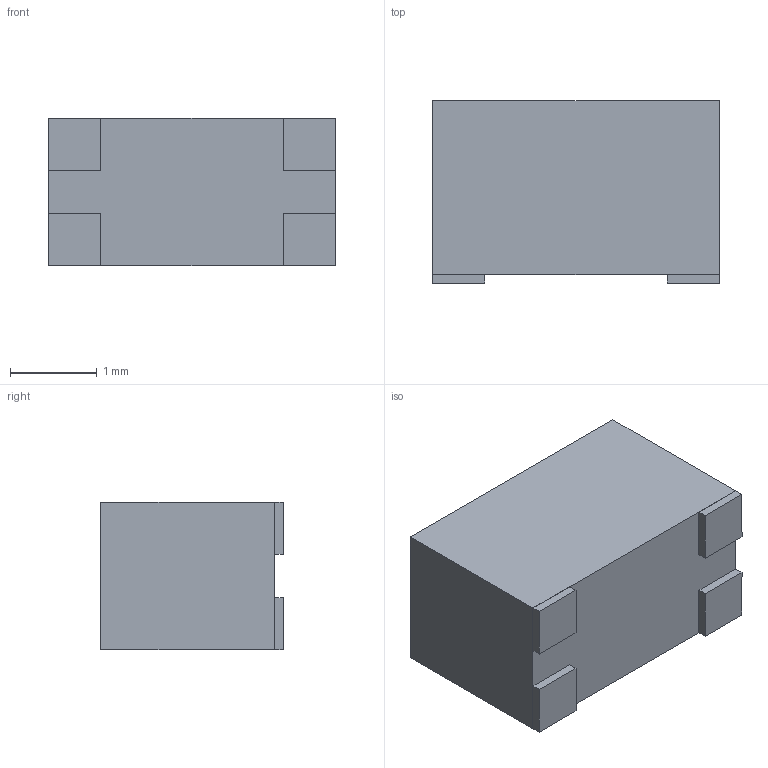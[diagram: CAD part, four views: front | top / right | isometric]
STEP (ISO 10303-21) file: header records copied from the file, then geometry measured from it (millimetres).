
FILE_DESCRIPTION (( 'STEP AP214' ), '1' );
FILE_NAME ('631B05B8-66BD-44A8-8D84-FD1FE755E1BA.STEP', '2025-05-16T23:29:58', ( '' ), ( '' ), 'SwSTEP 2.0', 'SolidWorks 2022', '' );
FILE_SCHEMA (( 'AUTOMOTIVE_DESIGN' ));
Length unit declared in the file: millimetre
Products named in the file (1): 631B05B8-66BD-44A8-8D84-FD1FE755E1BA
Bounding box: 3.3 x 2.1 x 1.7 mm (x, y, z)
Volume: 11.4 mm3; surface area: 35.1 mm2
Topology: 5 solids, 5 shells, 30 faces, 60 edges, 40 vertices
Faces by surface type: plane 30
Entity records: 1164 total; most frequent: CARTESIAN_POINT 131, DIRECTION 122, ORIENTED_EDGE 120, EDGE_CURVE 60, LINE 60, VECTOR 60, VERTEX_POINT 40, UNCERTAINTY_MEASURE_WITH_UNIT 37
